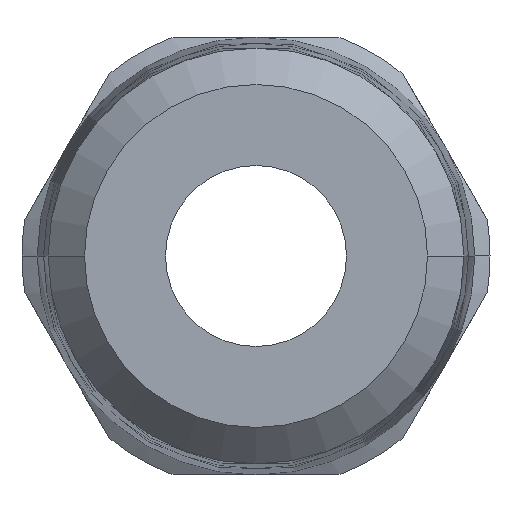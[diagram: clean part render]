
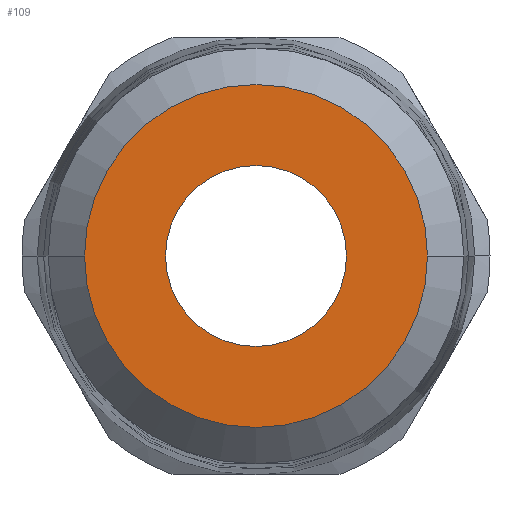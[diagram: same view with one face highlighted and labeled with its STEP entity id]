
A CAD part, front view. The second image highlights one B-rep face of the part: STEP entity #109.
In plain terms, the highlighted planar face has unit normal (0, -1, 0).
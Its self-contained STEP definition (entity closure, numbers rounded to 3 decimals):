
#109=ADVANCED_FACE('',(#266,#267),#268,.T.);
#266=FACE_BOUND('',#453,.T.);
#267=FACE_OUTER_BOUND('',#454,.T.);
#268=PLANE('',#455);
#453=EDGE_LOOP('',(#997,#998));
#454=EDGE_LOOP('',(#999,#1000));
#455=AXIS2_PLACEMENT_3D('',#1001,#1002,#1003);
#997=ORIENTED_EDGE('',*,*,#1252,.T.);
#998=ORIENTED_EDGE('',*,*,#1364,.T.);
#999=ORIENTED_EDGE('',*,*,#1241,.F.);
#1000=ORIENTED_EDGE('',*,*,#1379,.F.);
#1001=CARTESIAN_POINT('',(2.749,-28.8,0.0));
#1002=DIRECTION('',(-0.0,-1.0,-0.0));
#1003=DIRECTION('',(-1.0,0.0,0.0));
#1241=EDGE_CURVE('',#1490,#1493,#1494,.T.);
#1252=EDGE_CURVE('',#1514,#1511,#1515,.T.);
#1364=EDGE_CURVE('',#1511,#1514,#1696,.T.);
#1379=EDGE_CURVE('',#1493,#1490,#1714,.T.);
#1490=VERTEX_POINT('',#1892);
#1493=VERTEX_POINT('',#1896);
#1494=CIRCLE('',#1897,5.498);
#1511=VERTEX_POINT('',#1919);
#1514=VERTEX_POINT('',#1923);
#1515=CIRCLE('',#1924,2.9);
#1696=CIRCLE('',#2530,2.9);
#1714=CIRCLE('',#2548,5.498);
#1892=CARTESIAN_POINT('',(5.498,-28.8,0.0));
#1896=CARTESIAN_POINT('',(-5.498,-28.8,0.));
#1897=AXIS2_PLACEMENT_3D('',#2701,#2702,#2703);
#1919=CARTESIAN_POINT('',(2.9,-28.8,0.));
#1923=CARTESIAN_POINT('',(-2.9,-28.8,0.));
#1924=AXIS2_PLACEMENT_3D('',#2722,#2723,#2724);
#2530=AXIS2_PLACEMENT_3D('',#2872,#2873,#2874);
#2548=AXIS2_PLACEMENT_3D('',#2917,#2918,#2919);
#2701=CARTESIAN_POINT('',(0.0,-28.8,0.0));
#2702=DIRECTION('',(-0.0,1.0,0.0));
#2703=DIRECTION('',(1.0,0.0,0.0));
#2722=CARTESIAN_POINT('',(0.0,-28.8,0.0));
#2723=DIRECTION('',(-0.0,1.0,0.0));
#2724=DIRECTION('',(1.0,0.0,0.0));
#2872=CARTESIAN_POINT('',(0.0,-28.8,0.0));
#2873=DIRECTION('',(-0.0,1.0,0.0));
#2874=DIRECTION('',(1.0,0.0,0.0));
#2917=CARTESIAN_POINT('',(0.0,-28.8,0.0));
#2918=DIRECTION('',(-0.0,1.0,0.0));
#2919=DIRECTION('',(1.0,0.0,0.0));
